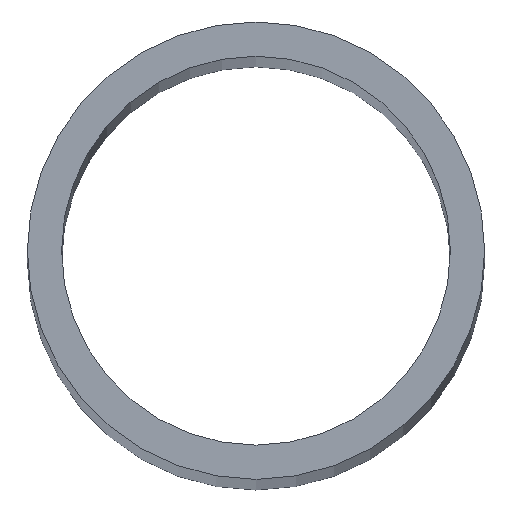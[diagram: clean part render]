
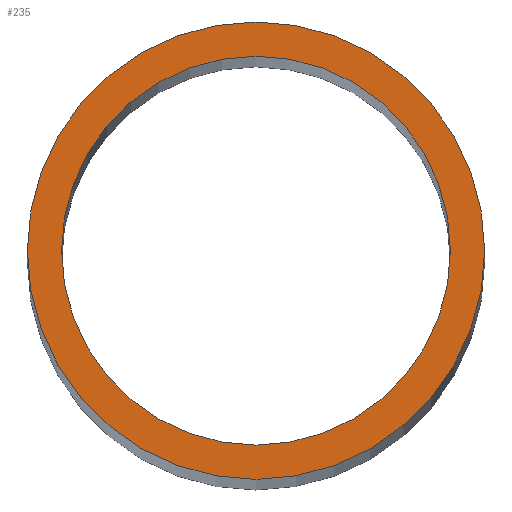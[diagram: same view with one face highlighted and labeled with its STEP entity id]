
A CAD part, top view. The second image highlights one B-rep face of the part: STEP entity #235.
In plain terms, the highlighted planar face has unit normal (0, 0, 1).
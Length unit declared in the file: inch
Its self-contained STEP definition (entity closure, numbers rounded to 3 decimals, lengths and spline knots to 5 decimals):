
#5 = AXIS2_PLACEMENT_3D ( 'NONE', #178, #169, #168 ) ;
#6 = AXIS2_PLACEMENT_3D ( 'NONE', #181, #174, #173 ) ;
#7 = EDGE_CURVE ( 'NONE', #171, #172, #58, .T. ) ;
#20 = ORIENTED_EDGE ( 'NONE', *, *, #129, .F. ) ;
#29 = ORIENTED_EDGE ( 'NONE', *, *, #7, .T. ) ;
#43 = EDGE_LOOP ( 'NONE', ( #20, #77 ) ) ;
#53 = FACE_OUTER_BOUND ( 'NONE', #66, .T. ) ;
#58 = CIRCLE ( 'NONE', #128, 2.25 ) ;
#66 = EDGE_LOOP ( 'NONE', ( #83, #29 ) ) ;
#77 = ORIENTED_EDGE ( 'NONE', *, *, #127, .F. ) ;
#79 = FACE_BOUND ( 'NONE', #43, .T. ) ;
#82 = CIRCLE ( 'NONE', #6, 1.913 ) ;
#83 = ORIENTED_EDGE ( 'NONE', *, *, #131, .T. ) ;
#108 = CIRCLE ( 'NONE', #5, 1.913 ) ;
#110 = CIRCLE ( 'NONE', #137, 2.25 ) ;
#113 = DIRECTION ( 'NONE',  ( 0., 0., 1. ) ) ;
#114 = DIRECTION ( 'NONE',  ( 1., 0., 0. ) ) ;
#116 = CARTESIAN_POINT ( 'NONE',  ( -1.913, 0., 30. ) ) ;
#120 = CARTESIAN_POINT ( 'NONE',  ( 1.913, 0., 30. ) ) ;
#121 = CARTESIAN_POINT ( 'NONE',  ( -2.25, 0., 30. ) ) ;
#127 = EDGE_CURVE ( 'NONE', #175, #164, #82, .T. ) ;
#128 = AXIS2_PLACEMENT_3D ( 'NONE', #155, #161, #182 ) ;
#129 = EDGE_CURVE ( 'NONE', #164, #175, #108, .T. ) ;
#131 = EDGE_CURVE ( 'NONE', #172, #171, #110, .T. ) ;
#137 = AXIS2_PLACEMENT_3D ( 'NONE', #160, #113, #114 ) ;
#155 = CARTESIAN_POINT ( 'NONE',  ( 0., 0., 30. ) ) ;
#160 = CARTESIAN_POINT ( 'NONE',  ( 0., 0., 30. ) ) ;
#161 = DIRECTION ( 'NONE',  ( 0., 0., 1. ) ) ;
#164 = VERTEX_POINT ( 'NONE', #116 ) ;
#165 = CARTESIAN_POINT ( 'NONE',  ( 2.25, 0., 30. ) ) ;
#168 = DIRECTION ( 'NONE',  ( 1., 0., 0. ) ) ;
#169 = DIRECTION ( 'NONE',  ( 0., 0., 1. ) ) ;
#171 = VERTEX_POINT ( 'NONE', #165 ) ;
#172 = VERTEX_POINT ( 'NONE', #121 ) ;
#173 = DIRECTION ( 'NONE',  ( 1., 0., 0. ) ) ;
#174 = DIRECTION ( 'NONE',  ( 0., 0., 1. ) ) ;
#175 = VERTEX_POINT ( 'NONE', #120 ) ;
#178 = CARTESIAN_POINT ( 'NONE',  ( 0., 0., 30. ) ) ;
#181 = CARTESIAN_POINT ( 'NONE',  ( 0., 0., 30. ) ) ;
#182 = DIRECTION ( 'NONE',  ( 1., 0., 0. ) ) ;
#212 = CARTESIAN_POINT ( 'NONE',  ( 0., 0., 30. ) ) ;
#213 = PLANE ( 'NONE',  #229 ) ;
#214 = DIRECTION ( 'NONE',  ( 1., 0., 0. ) ) ;
#216 = DIRECTION ( 'NONE',  ( 0., 0., 1. ) ) ;
#229 = AXIS2_PLACEMENT_3D ( 'NONE', #212, #216, #214 ) ;
#235 = ADVANCED_FACE ( 'NONE', ( #53, #79 ), #213, .T. ) ;
